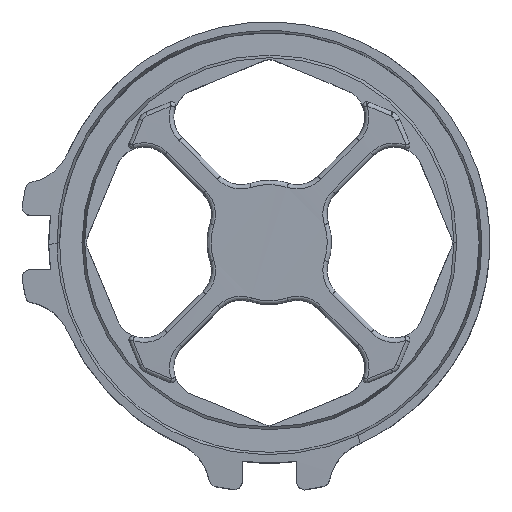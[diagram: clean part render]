
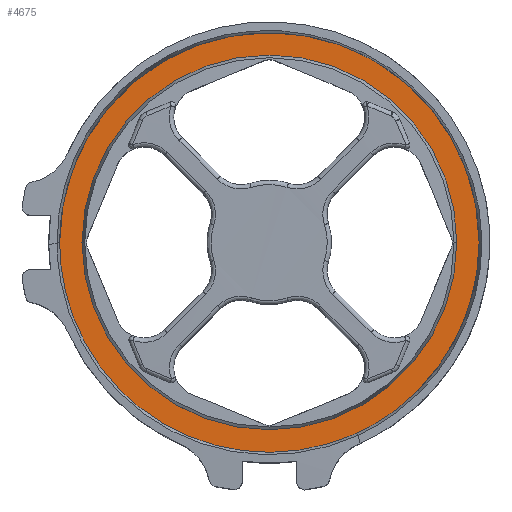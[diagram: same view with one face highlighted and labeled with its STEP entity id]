
A CAD part, top view. The second image highlights one B-rep face of the part: STEP entity #4675.
In plain terms, the highlighted planar face has unit normal (0, 0, 1).
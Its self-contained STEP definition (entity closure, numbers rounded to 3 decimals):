
#239 = CIRCLE ( 'NONE', #9626, 12.65 ) ;
#354 = CARTESIAN_POINT ( 'NONE',  ( 0., 0., 9.85 ) ) ;
#471 = VERTEX_POINT ( 'NONE', #15016 ) ;
#609 = FACE_OUTER_BOUND ( 'NONE', #6684, .T. ) ;
#633 = CARTESIAN_POINT ( 'NONE',  ( 22.25, -21.56, 9.85 ) ) ;
#884 = CIRCLE ( 'NONE', #16015, 11.3 ) ;
#1042 = CARTESIAN_POINT ( 'NONE',  ( 10.736, -26.823, 9.85 ) ) ;
#1073 = CIRCLE ( 'NONE', #1912, 11.3 ) ;
#1222 = AXIS2_PLACEMENT_3D ( 'NONE', #633, #9621, #5921 ) ;
#1393 = CARTESIAN_POINT ( 'NONE',  ( 23.362, -34.199, 9.85 ) ) ;
#1470 = CARTESIAN_POINT ( 'NONE',  ( 18.246, -33.58, 9.85 ) ) ;
#1906 = CARTESIAN_POINT ( 'NONE',  ( 29.169, -32.194, 9.85 ) ) ;
#1912 = AXIS2_PLACEMENT_3D ( 'NONE', #9352, #5229, #9429 ) ;
#2183 = CARTESIAN_POINT ( 'NONE',  ( 10.41, -26.013, 9.85 ) ) ;
#2344 = CARTESIAN_POINT ( 'NONE',  ( 15.868, -32.531, 9.85 ) ) ;
#2455 = EDGE_CURVE ( 'NONE', #8932, #2893, #4004, .T. ) ;
#2534 = ORIENTED_EDGE ( 'NONE', *, *, #15207, .T. ) ;
#2595 = CARTESIAN_POINT ( 'NONE',  ( 27.539, -33.052, 9.85 ) ) ;
#2851 = CARTESIAN_POINT ( 'NONE',  ( 20.354, -34.086, 9.85 ) ) ;
#2893 = VERTEX_POINT ( 'NONE', #9769 ) ;
#2956 = EDGE_CURVE ( 'NONE', #7889, #14585, #884, .T. ) ;
#2988 = VERTEX_POINT ( 'NONE', #3045 ) ;
#3045 = CARTESIAN_POINT ( 'NONE',  ( 10.41, -26.013, 9.85 ) ) ;
#3331 = CARTESIAN_POINT ( 'NONE',  ( 33.55, -21.56, 9.85 ) ) ;
#3558 = CIRCLE ( 'NONE', #10985, 12.65 ) ;
#3650 = CARTESIAN_POINT ( 'NONE',  ( 10.562, -26.421, 9.85 ) ) ;
#3912 = CARTESIAN_POINT ( 'NONE',  ( 25.92, -33.676, 9.85 ) ) ;
#4004 = CIRCLE ( 'NONE', #1222, 12.65 ) ;
#4675 = ADVANCED_FACE ( 'NONE', ( #609, #13790 ), #14918, .F. ) ;
#4872 = CARTESIAN_POINT ( 'NONE',  ( 12.861, -30.065, 9.85 ) ) ;
#4955 = CARTESIAN_POINT ( 'NONE',  ( 12.575, -29.737, 9.85 ) ) ;
#5229 = DIRECTION ( 'NONE',  ( 0., 0., 1. ) ) ;
#5371 = CARTESIAN_POINT ( 'NONE',  ( 19.504, -33.922, 9.85 ) ) ;
#5921 = DIRECTION ( 'NONE',  ( 1., 0., 0. ) ) ;
#6161 = CARTESIAN_POINT ( 'NONE',  ( 11.12, -27.598, 9.85 ) ) ;
#6542 = VERTEX_POINT ( 'NONE', #8018 ) ;
#6659 = CARTESIAN_POINT ( 'NONE',  ( 25.5, -33.797, 9.85 ) ) ;
#6684 = EDGE_LOOP ( 'NONE', ( #10181, #9497, #13290, #12199, #2534 ) ) ;
#6784 = ORIENTED_EDGE ( 'NONE', *, *, #2956, .F. ) ;
#7616 = CARTESIAN_POINT ( 'NONE',  ( 16.63, -32.941, 9.85 ) ) ;
#7658 = ORIENTED_EDGE ( 'NONE', *, *, #14135, .F. ) ;
#7784 = CARTESIAN_POINT ( 'NONE',  ( 27.144, -33.234, 9.85 ) ) ;
#7889 = VERTEX_POINT ( 'NONE', #10539 ) ;
#7916 = DIRECTION ( 'NONE',  ( 1., 0., 0. ) ) ;
#8018 = CARTESIAN_POINT ( 'NONE',  ( 27.539, -33.052, 9.85 ) ) ;
#8115 = CARTESIAN_POINT ( 'NONE',  ( 26.74, -33.395, 9.85 ) ) ;
#8488 = DIRECTION ( 'NONE',  ( 0., 0., 1. ) ) ;
#8915 = CARTESIAN_POINT ( 'NONE',  ( 13.768, -31.001, 9.85 ) ) ;
#8932 = VERTEX_POINT ( 'NONE', #11834 ) ;
#8996 = DIRECTION ( 'NONE',  ( 1., 0., 0. ) ) ;
#9040 = DIRECTION ( 'NONE',  ( 0., 0., 1. ) ) ;
#9352 = CARTESIAN_POINT ( 'NONE',  ( 22.25, -21.56, 9.85 ) ) ;
#9412 = CARTESIAN_POINT ( 'NONE',  ( 21.638, -34.213, 9.85 ) ) ;
#9429 = DIRECTION ( 'NONE',  ( 1., 0., 0. ) ) ;
#9497 = ORIENTED_EDGE ( 'NONE', *, *, #12160, .T. ) ;
#9584 = CARTESIAN_POINT ( 'NONE',  ( 27.539, -33.052, 9.85 ) ) ;
#9621 = DIRECTION ( 'NONE',  ( 0., 0., 1. ) ) ;
#9626 = AXIS2_PLACEMENT_3D ( 'NONE', #17026, #9040, #7916 ) ;
#9671 = CARTESIAN_POINT ( 'NONE',  ( 28.377, -32.669, 9.85 ) ) ;
#9769 = CARTESIAN_POINT ( 'NONE',  ( 34.9, -21.56, 9.85 ) ) ;
#9866 = B_SPLINE_CURVE_WITH_KNOTS ( 'NONE', 3,
 ( #9584, #9671, #1906, #15079 ),
 .UNSPECIFIED., .F., .F.,
 ( 4, 4 ),
 ( 0., 1. ),
 .UNSPECIFIED. ) ;
#10181 = ORIENTED_EDGE ( 'NONE', *, *, #2455, .T. ) ;
#10528 = CARTESIAN_POINT ( 'NONE',  ( 22.066, -34.226, 9.85 ) ) ;
#10539 = CARTESIAN_POINT ( 'NONE',  ( 10.95, -21.56, 9.85 ) ) ;
#10985 = AXIS2_PLACEMENT_3D ( 'NONE', #15351, #16891, #8996 ) ;
#11401 = CARTESIAN_POINT ( 'NONE',  ( 11.332, -27.975, 9.85 ) ) ;
#11834 = CARTESIAN_POINT ( 'NONE',  ( 29.899, -31.635, 9.85 ) ) ;
#11901 = CARTESIAN_POINT ( 'NONE',  ( 19.718, -33.968, 9.85 ) ) ;
#11983 = CARTESIAN_POINT ( 'NONE',  ( 20.781, -34.143, 9.85 ) ) ;
#12160 = EDGE_CURVE ( 'NONE', #2893, #471, #239, .T. ) ;
#12199 = ORIENTED_EDGE ( 'NONE', *, *, #15068, .T. ) ;
#12249 = DIRECTION ( 'NONE',  ( 0., -1., 0. ) ) ;
#12254 = CARTESIAN_POINT ( 'NONE',  ( 22.25, -21.56, 9.85 ) ) ;
#12343 = DIRECTION ( 'NONE',  ( 1., 0., 0. ) ) ;
#12851 = CARTESIAN_POINT ( 'NONE',  ( 17.837, -33.436, 9.85 ) ) ;
#13290 = ORIENTED_EDGE ( 'NONE', *, *, #15052, .T. ) ;
#13477 = EDGE_LOOP ( 'NONE', ( #6784, #7658 ) ) ;
#13523 = B_SPLINE_CURVE_WITH_KNOTS ( 'NONE', 3,
 ( #2183, #3650, #1042, #6161, #11401, #16732, #16645, #4955, #4872, #8915, #14137, #2344, #7616, #12851, #1470, #14642, #15685, #5371, #11901, #2851, #11983, #9412, #10528, #1393, #14306, #6659, #3912, #8115, #7784, #2595 ),
 .UNSPECIFIED., .F., .F.,
 ( 4, 2, 2, 2, 2, 2, 2, 2, 2, 2, 2, 2, 2, 2, 4 ),
 ( 0., 0.062, 0.125, 0.187, 0.25, 0.375, 0.5, 0.562, 0.594, 0.625, 0.687, 0.75, 0.875, 0.938, 1. ),
 .UNSPECIFIED. ) ;
#13533 = DIRECTION ( 'NONE',  ( 0., 0., -1. ) ) ;
#13790 = FACE_BOUND ( 'NONE', #13477, .T. ) ;
#14135 = EDGE_CURVE ( 'NONE', #14585, #7889, #1073, .T. ) ;
#14137 = CARTESIAN_POINT ( 'NONE',  ( 14.44, -31.564, 9.85 ) ) ;
#14306 = CARTESIAN_POINT ( 'NONE',  ( 24.23, -34.092, 9.85 ) ) ;
#14585 = VERTEX_POINT ( 'NONE', #3331 ) ;
#14642 = CARTESIAN_POINT ( 'NONE',  ( 18.872, -33.765, 9.85 ) ) ;
#14918 = PLANE ( 'NONE',  #15184 ) ;
#15016 = CARTESIAN_POINT ( 'NONE',  ( 9.6, -21.56, 9.85 ) ) ;
#15052 = EDGE_CURVE ( 'NONE', #471, #2988, #3558, .T. ) ;
#15068 = EDGE_CURVE ( 'NONE', #2988, #6542, #13523, .T. ) ;
#15079 = CARTESIAN_POINT ( 'NONE',  ( 29.899, -31.635, 9.85 ) ) ;
#15184 = AXIS2_PLACEMENT_3D ( 'NONE', #354, #13533, #12249 ) ;
#15207 = EDGE_CURVE ( 'NONE', #6542, #8932, #9866, .T. ) ;
#15351 = CARTESIAN_POINT ( 'NONE',  ( 22.25, -21.56, 9.85 ) ) ;
#15685 = CARTESIAN_POINT ( 'NONE',  ( 19.082, -33.821, 9.85 ) ) ;
#16015 = AXIS2_PLACEMENT_3D ( 'NONE', #12254, #8488, #12343 ) ;
#16645 = CARTESIAN_POINT ( 'NONE',  ( 12.039, -29.055, 9.85 ) ) ;
#16732 = CARTESIAN_POINT ( 'NONE',  ( 11.792, -28.704, 9.85 ) ) ;
#16891 = DIRECTION ( 'NONE',  ( 0., 0., 1. ) ) ;
#17026 = CARTESIAN_POINT ( 'NONE',  ( 22.25, -21.56, 9.85 ) ) ;
